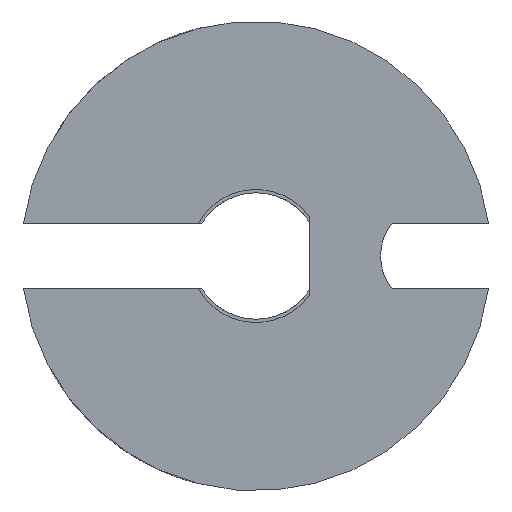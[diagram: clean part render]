
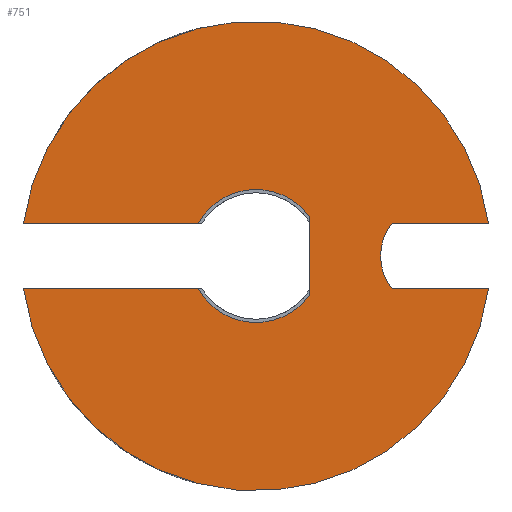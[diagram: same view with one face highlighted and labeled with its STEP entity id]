
A CAD part, front view. The second image highlights one B-rep face of the part: STEP entity #751.
In plain terms, the highlighted planar face has unit normal (0, -1, 0).
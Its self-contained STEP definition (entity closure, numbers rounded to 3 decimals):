
#95=FACE_OUTER_BOUND('',#145,.T.);
#145=EDGE_LOOP('',(#676,#677,#678,#679,#680,#681,#682,#683,#684,#685));
#183=LINE('',#1284,#243);
#188=LINE('',#1295,#248);
#199=LINE('',#1338,#259);
#202=LINE('',#1346,#262);
#205=LINE('',#1353,#265);
#243=VECTOR('',#997,10.);
#248=VECTOR('',#1004,10.);
#259=VECTOR('',#1053,10.);
#262=VECTOR('',#1062,10.);
#265=VECTOR('',#1071,10.);
#290=CIRCLE('',#835,2.55);
#294=CIRCLE('',#841,2.55);
#295=CIRCLE('',#843,9.);
#296=CIRCLE('',#846,2.);
#297=CIRCLE('',#849,9.);
#345=VERTEX_POINT('',#1281);
#346=VERTEX_POINT('',#1283);
#350=VERTEX_POINT('',#1292);
#351=VERTEX_POINT('',#1294);
#357=VERTEX_POINT('',#1315);
#363=VERTEX_POINT('',#1333);
#364=VERTEX_POINT('',#1337);
#365=VERTEX_POINT('',#1341);
#366=VERTEX_POINT('',#1345);
#367=VERTEX_POINT('',#1349);
#438=EDGE_CURVE('',#345,#346,#183,.T.);
#443=EDGE_CURVE('',#350,#351,#188,.T.);
#454=EDGE_CURVE('',#346,#357,#290,.T.);
#462=EDGE_CURVE('',#351,#345,#294,.T.);
#463=EDGE_CURVE('',#363,#350,#295,.T.);
#465=EDGE_CURVE('',#364,#363,#199,.T.);
#467=EDGE_CURVE('',#365,#364,#296,.T.);
#469=EDGE_CURVE('',#366,#365,#202,.T.);
#471=EDGE_CURVE('',#367,#366,#297,.T.);
#473=EDGE_CURVE('',#357,#367,#205,.T.);
#676=ORIENTED_EDGE('',*,*,#454,.F.);
#677=ORIENTED_EDGE('',*,*,#438,.F.);
#678=ORIENTED_EDGE('',*,*,#462,.F.);
#679=ORIENTED_EDGE('',*,*,#443,.F.);
#680=ORIENTED_EDGE('',*,*,#463,.F.);
#681=ORIENTED_EDGE('',*,*,#465,.F.);
#682=ORIENTED_EDGE('',*,*,#467,.F.);
#683=ORIENTED_EDGE('',*,*,#469,.F.);
#684=ORIENTED_EDGE('',*,*,#471,.F.);
#685=ORIENTED_EDGE('',*,*,#473,.F.);
#711=PLANE('',#851);
#751=ADVANCED_FACE('',(#95),#711,.F.);
#835=AXIS2_PLACEMENT_3D('',#1316,#1028,#1029);
#841=AXIS2_PLACEMENT_3D('',#1331,#1044,#1045);
#843=AXIS2_PLACEMENT_3D('',#1334,#1048,#1049);
#846=AXIS2_PLACEMENT_3D('',#1342,#1057,#1058);
#849=AXIS2_PLACEMENT_3D('',#1350,#1066,#1067);
#851=AXIS2_PLACEMENT_3D('',#1354,#1072,#1073);
#997=DIRECTION('',(0.,0.,1.));
#1004=DIRECTION('',(1.,0.,0.));
#1028=DIRECTION('center_axis',(0.,-1.,0.));
#1029=DIRECTION('ref_axis',(0.872,0.,-0.49));
#1044=DIRECTION('center_axis',(0.,-1.,0.));
#1045=DIRECTION('ref_axis',(0.872,0.,-0.49));
#1048=DIRECTION('center_axis',(0.,1.,0.));
#1049=DIRECTION('ref_axis',(0.99,0.,-0.139));
#1053=DIRECTION('',(1.,0.,0.));
#1057=DIRECTION('center_axis',(0.,-1.,0.));
#1058=DIRECTION('ref_axis',(0.781,0.,0.625));
#1062=DIRECTION('',(-1.,0.,0.));
#1066=DIRECTION('center_axis',(0.,1.,0.));
#1067=DIRECTION('ref_axis',(-0.99,0.,0.139));
#1071=DIRECTION('',(-1.,0.,0.));
#1072=DIRECTION('center_axis',(0.,1.,0.));
#1073=DIRECTION('ref_axis',(0.,0.,1.));
#1281=CARTESIAN_POINT('',(2.05,0.,-1.517));
#1283=CARTESIAN_POINT('',(2.05,0.,1.517));
#1284=CARTESIAN_POINT('',(2.05,0.,-1.517));
#1292=CARTESIAN_POINT('',(-8.913,0.,-1.25));
#1294=CARTESIAN_POINT('',(-2.223,0.,-1.25));
#1295=CARTESIAN_POINT('',(-8.913,0.,-1.25));
#1315=CARTESIAN_POINT('',(-2.223,0.,1.25));
#1316=CARTESIAN_POINT('Origin',(0.,0.,0.));
#1331=CARTESIAN_POINT('Origin',(0.,0.,0.));
#1333=CARTESIAN_POINT('',(8.913,0.,-1.25));
#1334=CARTESIAN_POINT('Origin',(0.,0.,0.));
#1337=CARTESIAN_POINT('',(5.213,0.,-1.25));
#1338=CARTESIAN_POINT('',(5.213,0.,-1.25));
#1341=CARTESIAN_POINT('',(5.213,0.,1.25));
#1342=CARTESIAN_POINT('Origin',(6.774,0.,0.));
#1345=CARTESIAN_POINT('',(8.913,0.,1.25));
#1346=CARTESIAN_POINT('',(8.913,0.,1.25));
#1349=CARTESIAN_POINT('',(-8.913,0.,1.25));
#1350=CARTESIAN_POINT('Origin',(0.,0.,0.));
#1353=CARTESIAN_POINT('',(-2.223,0.,1.25));
#1354=CARTESIAN_POINT('Origin',(0.,0.,0.));
